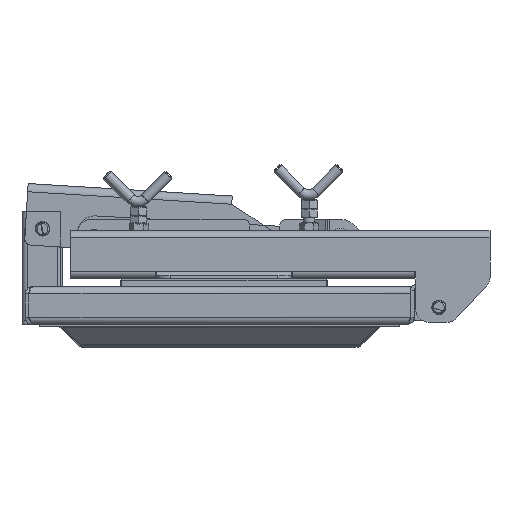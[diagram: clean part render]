
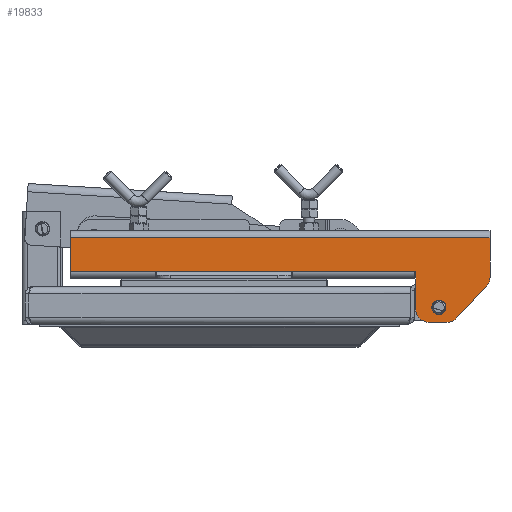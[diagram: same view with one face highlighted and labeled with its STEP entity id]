
A CAD part, front view. The second image highlights one B-rep face of the part: STEP entity #19833.
In plain terms, the highlighted planar face has unit normal (0, -1, 0).
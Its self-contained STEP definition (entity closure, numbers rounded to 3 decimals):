
#476=FACE_BOUND('',#3013,.T.);
#982=PLANE('',#21369);
#1851=FACE_OUTER_BOUND('',#3012,.T.);
#3012=EDGE_LOOP('',(#15629,#15630,#15631,#15632,#15633,#15634,#15635,#15636,
#15637,#15638,#15639,#15640,#15641,#15642,#15643));
#3013=EDGE_LOOP('',(#15644,#15645));
#3940=CIRCLE('',#21366,10.5);
#3941=CIRCLE('',#21367,10.5);
#3942=CIRCLE('',#21370,20.);
#3943=CIRCLE('',#21371,20.);
#3944=CIRCLE('',#21372,20.);
#5460=LINE('',#34462,#7037);
#5463=LINE('',#34473,#7040);
#5478=LINE('',#34518,#7055);
#5491=LINE('',#34546,#7068);
#5501=LINE('',#34563,#7078);
#5512=LINE('',#34593,#7089);
#5547=LINE('',#34691,#7124);
#5557=LINE('',#34711,#7134);
#5565=LINE('',#34734,#7142);
#5572=LINE('',#34761,#7149);
#5573=LINE('',#34764,#7150);
#5574=LINE('',#34767,#7151);
#7037=VECTOR('',#25092,10.);
#7040=VECTOR('',#25103,10.);
#7055=VECTOR('',#25146,10.);
#7068=VECTOR('',#25171,10.);
#7078=VECTOR('',#25185,10.);
#7089=VECTOR('',#25218,10.);
#7124=VECTOR('',#25325,10.);
#7134=VECTOR('',#25343,10.);
#7142=VECTOR('',#25363,10.);
#7149=VECTOR('',#25390,10.);
#7150=VECTOR('',#25393,10.);
#7151=VECTOR('',#25396,10.);
#8688=VERTEX_POINT('',#34442);
#8693=VERTEX_POINT('',#34458);
#8696=VERTEX_POINT('',#34467);
#8713=VERTEX_POINT('',#34516);
#8722=VERTEX_POINT('',#34544);
#8725=VERTEX_POINT('',#34557);
#8727=VERTEX_POINT('',#34561);
#8762=VERTEX_POINT('',#34689);
#8768=VERTEX_POINT('',#34709);
#8776=VERTEX_POINT('',#34731);
#8781=VERTEX_POINT('',#34745);
#8782=VERTEX_POINT('',#34747);
#8785=VERTEX_POINT('',#34757);
#8786=VERTEX_POINT('',#34758);
#8787=VERTEX_POINT('',#34760);
#8788=VERTEX_POINT('',#34762);
#8789=VERTEX_POINT('',#34765);
#11060=EDGE_CURVE('',#8693,#8688,#5460,.T.);
#11065=EDGE_CURVE('',#8688,#8696,#5463,.T.);
#11088=EDGE_CURVE('',#8713,#8696,#5478,.T.);
#11103=EDGE_CURVE('',#8722,#8713,#5491,.T.);
#11113=EDGE_CURVE('',#8727,#8725,#5501,.T.);
#11129=EDGE_CURVE('',#8725,#8722,#5512,.T.);
#11178=EDGE_CURVE('',#8762,#8727,#5547,.T.);
#11189=EDGE_CURVE('',#8768,#8762,#5557,.T.);
#11201=EDGE_CURVE('',#8768,#8776,#5565,.T.);
#11208=EDGE_CURVE('',#8782,#8781,#3940,.T.);
#11209=EDGE_CURVE('',#8781,#8782,#3941,.T.);
#11213=EDGE_CURVE('',#8785,#8786,#3942,.T.);
#11214=EDGE_CURVE('',#8785,#8787,#5572,.T.);
#11215=EDGE_CURVE('',#8788,#8787,#3943,.T.);
#11216=EDGE_CURVE('',#8693,#8788,#5573,.T.);
#11217=EDGE_CURVE('',#8789,#8776,#3944,.T.);
#11218=EDGE_CURVE('',#8789,#8786,#5574,.T.);
#15629=ORIENTED_EDGE('',*,*,#11213,.F.);
#15630=ORIENTED_EDGE('',*,*,#11214,.T.);
#15631=ORIENTED_EDGE('',*,*,#11215,.F.);
#15632=ORIENTED_EDGE('',*,*,#11216,.F.);
#15633=ORIENTED_EDGE('',*,*,#11060,.T.);
#15634=ORIENTED_EDGE('',*,*,#11065,.T.);
#15635=ORIENTED_EDGE('',*,*,#11088,.F.);
#15636=ORIENTED_EDGE('',*,*,#11103,.F.);
#15637=ORIENTED_EDGE('',*,*,#11129,.F.);
#15638=ORIENTED_EDGE('',*,*,#11113,.F.);
#15639=ORIENTED_EDGE('',*,*,#11178,.F.);
#15640=ORIENTED_EDGE('',*,*,#11189,.F.);
#15641=ORIENTED_EDGE('',*,*,#11201,.T.);
#15642=ORIENTED_EDGE('',*,*,#11217,.F.);
#15643=ORIENTED_EDGE('',*,*,#11218,.T.);
#15644=ORIENTED_EDGE('',*,*,#11208,.T.);
#15645=ORIENTED_EDGE('',*,*,#11209,.T.);
#19833=ADVANCED_FACE('',(#1851,#476),#982,.F.);
#21366=AXIS2_PLACEMENT_3D('',#34748,#25377,#25378);
#21367=AXIS2_PLACEMENT_3D('',#34749,#25379,#25380);
#21369=AXIS2_PLACEMENT_3D('',#34756,#25386,#25387);
#21370=AXIS2_PLACEMENT_3D('',#34759,#25388,#25389);
#21371=AXIS2_PLACEMENT_3D('',#34763,#25391,#25392);
#21372=AXIS2_PLACEMENT_3D('',#34766,#25394,#25395);
#25092=DIRECTION('',(-1.,0.,0.));
#25103=DIRECTION('',(0.,0.,-1.));
#25146=DIRECTION('',(-1.,0.,0.));
#25171=DIRECTION('',(-1.,0.,0.));
#25185=DIRECTION('',(-1.,0.,0.));
#25218=DIRECTION('',(-1.,0.,0.));
#25325=DIRECTION('',(-1.,0.,0.));
#25343=DIRECTION('',(-1.,0.,0.));
#25363=DIRECTION('',(0.,0.,-1.));
#25377=DIRECTION('center_axis',(0.,1.,0.));
#25378=DIRECTION('ref_axis',(1.,0.,0.));
#25379=DIRECTION('center_axis',(0.,1.,0.));
#25380=DIRECTION('ref_axis',(1.,0.,0.));
#25386=DIRECTION('center_axis',(0.,1.,0.));
#25387=DIRECTION('ref_axis',(1.,0.,0.));
#25388=DIRECTION('center_axis',(0.,1.,0.));
#25389=DIRECTION('ref_axis',(0.398,0.,-0.917));
#25390=DIRECTION('',(0.683,0.,0.73));
#25391=DIRECTION('center_axis',(0.,1.,0.));
#25392=DIRECTION('ref_axis',(0.93,0.,-0.367));
#25393=DIRECTION('',(0.,0.,-1.));
#25394=DIRECTION('center_axis',(0.,1.,0.));
#25395=DIRECTION('ref_axis',(-0.707,0.,-0.707));
#25396=DIRECTION('',(1.,0.,0.));
#34442=CARTESIAN_POINT('',(-225.,-556.5,60.));
#34458=CARTESIAN_POINT('',(390.,-556.5,60.));
#34462=CARTESIAN_POINT('',(82.5,-556.5,60.));
#34467=CARTESIAN_POINT('',(-225.,-556.5,10.));
#34473=CARTESIAN_POINT('',(-225.,-556.5,376.337));
#34516=CARTESIAN_POINT('',(-100.,-556.5,10.));
#34518=CARTESIAN_POINT('',(82.5,-556.5,10.));
#34544=CARTESIAN_POINT('',(-99.,-556.5,10.));
#34546=CARTESIAN_POINT('',(82.5,-556.5,10.));
#34557=CARTESIAN_POINT('',(99.,-556.5,10.));
#34561=CARTESIAN_POINT('',(100.,-556.5,10.));
#34563=CARTESIAN_POINT('',(82.5,-556.5,10.));
#34593=CARTESIAN_POINT('',(82.5,-556.5,10.));
#34689=CARTESIAN_POINT('',(280.,-556.5,10.));
#34691=CARTESIAN_POINT('',(82.5,-556.5,10.));
#34709=CARTESIAN_POINT('',(281.,-556.5,10.));
#34711=CARTESIAN_POINT('',(82.5,-556.5,10.));
#34731=CARTESIAN_POINT('',(281.,-556.5,-44.));
#34734=CARTESIAN_POINT('',(281.,-556.5,10.));
#34745=CARTESIAN_POINT('',(304.5,-556.5,-42.));
#34747=CARTESIAN_POINT('',(325.334,-556.5,-43.859));
#34748=CARTESIAN_POINT('Origin',(315.,-556.5,-42.));
#34749=CARTESIAN_POINT('Origin',(315.,-556.5,-42.));
#34756=CARTESIAN_POINT('Origin',(82.5,-556.5,165.446));
#34757=CARTESIAN_POINT('',(341.428,-556.5,-57.663));
#34758=CARTESIAN_POINT('',(326.822,-556.5,-64.));
#34759=CARTESIAN_POINT('Origin',(326.822,-556.5,-44.));
#34760=CARTESIAN_POINT('',(384.606,-556.5,-11.507));
#34761=CARTESIAN_POINT('',(360.947,-556.5,-36.797));
#34762=CARTESIAN_POINT('',(390.,-556.5,2.156));
#34763=CARTESIAN_POINT('Origin',(370.,-556.5,2.156));
#34764=CARTESIAN_POINT('',(390.,-556.5,10.));
#34765=CARTESIAN_POINT('',(301.,-556.5,-64.));
#34766=CARTESIAN_POINT('Origin',(301.,-556.5,-44.));
#34767=CARTESIAN_POINT('',(281.,-556.5,-64.));
